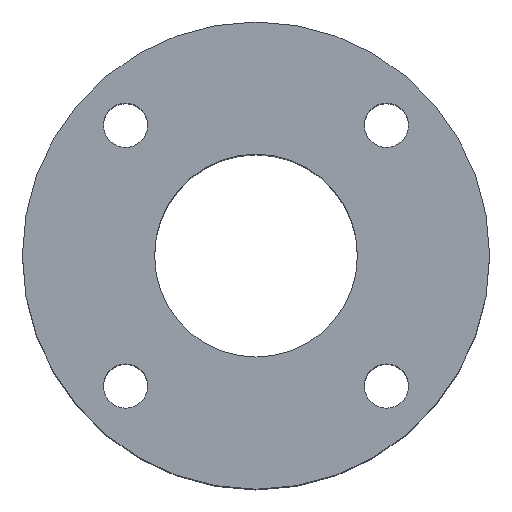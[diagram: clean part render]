
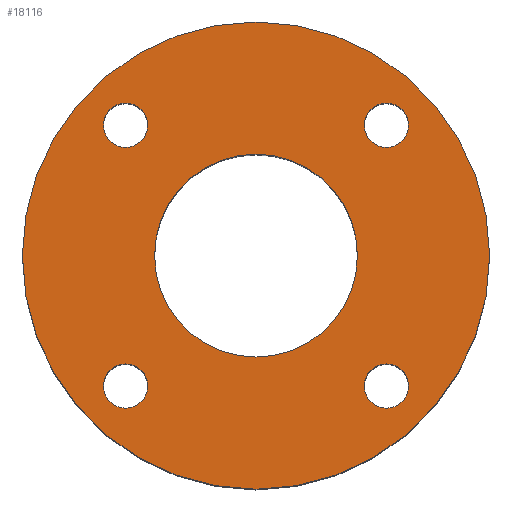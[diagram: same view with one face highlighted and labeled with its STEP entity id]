
A CAD part, top view. The second image highlights one B-rep face of the part: STEP entity #18116.
In plain terms, the highlighted planar face has unit normal (0, 0, 1).
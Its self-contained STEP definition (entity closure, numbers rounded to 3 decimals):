
#130 = ORIENTED_EDGE ( 'NONE', *, *, #5395, .F. ) ;
#202 = AXIS2_PLACEMENT_3D ( 'NONE', #17428, #22554, #13352 ) ;
#225 = CARTESIAN_POINT ( 'NONE',  ( 62.033, -53.033, 0. ) ) ;
#383 = DIRECTION ( 'NONE',  ( 1., 0., 0. ) ) ;
#658 = ORIENTED_EDGE ( 'NONE', *, *, #11881, .T. ) ;
#990 = ORIENTED_EDGE ( 'NONE', *, *, #19516, .F. ) ;
#2016 = EDGE_LOOP ( 'NONE', ( #6438, #3295 ) ) ;
#2466 = EDGE_LOOP ( 'NONE', ( #130, #12304 ) ) ;
#2966 = AXIS2_PLACEMENT_3D ( 'NONE', #27224, #15771, #13501 ) ;
#3295 = ORIENTED_EDGE ( 'NONE', *, *, #27912, .F. ) ;
#3727 = CIRCLE ( 'NONE', #24393, 41.25 ) ;
#4193 = AXIS2_PLACEMENT_3D ( 'NONE', #15795, #6933, #9336 ) ;
#4578 = VERTEX_POINT ( 'NONE', #6891 ) ;
#5154 = CIRCLE ( 'NONE', #29645, 9. ) ;
#5395 = EDGE_CURVE ( 'NONE', #17508, #8410, #22895, .T. ) ;
#5682 = CIRCLE ( 'NONE', #25872, 9. ) ;
#5820 = DIRECTION ( 'NONE',  ( -1., 0., 0. ) ) ;
#6040 = EDGE_CURVE ( 'NONE', #15623, #19254, #12066, .T. ) ;
#6242 = EDGE_CURVE ( 'NONE', #8410, #17508, #12548, .T. ) ;
#6438 = ORIENTED_EDGE ( 'NONE', *, *, #7570, .F. ) ;
#6748 = CARTESIAN_POINT ( 'NONE',  ( -44.033, -53.033, 0. ) ) ;
#6891 = CARTESIAN_POINT ( 'NONE',  ( -44.033, 53.033, 0. ) ) ;
#6933 = DIRECTION ( 'NONE',  ( 0., 0., -1. ) ) ;
#7267 = CIRCLE ( 'NONE', #13987, 41.25 ) ;
#7570 = EDGE_CURVE ( 'NONE', #29439, #13619, #13513, .T. ) ;
#7599 = CARTESIAN_POINT ( 'NONE',  ( 53.033, 53.033, 0. ) ) ;
#8410 = VERTEX_POINT ( 'NONE', #14474 ) ;
#8854 = EDGE_LOOP ( 'NONE', ( #28905, #27923 ) ) ;
#8909 = ORIENTED_EDGE ( 'NONE', *, *, #18205, .F. ) ;
#9209 = DIRECTION ( 'NONE',  ( 0., -1., 0. ) ) ;
#9336 = DIRECTION ( 'NONE',  ( -1., 0., 0. ) ) ;
#9337 = CIRCLE ( 'NONE', #202, 95. ) ;
#9488 = PLANE ( 'NONE',  #4193 ) ;
#10218 = DIRECTION ( 'NONE',  ( 0., 1., 0. ) ) ;
#10221 = EDGE_LOOP ( 'NONE', ( #17594, #11576 ) ) ;
#10766 = CARTESIAN_POINT ( 'NONE',  ( 0., 0., 0. ) ) ;
#11377 = DIRECTION ( 'NONE',  ( 0., 0., 1. ) ) ;
#11466 = DIRECTION ( 'NONE',  ( 0., 0., 1. ) ) ;
#11576 = ORIENTED_EDGE ( 'NONE', *, *, #18129, .F. ) ;
#11653 = DIRECTION ( 'NONE',  ( 1., 0., 0. ) ) ;
#11673 = DIRECTION ( 'NONE',  ( -1., 0., 0. ) ) ;
#11799 = DIRECTION ( 'NONE',  ( 0., 0., 1. ) ) ;
#11801 = DIRECTION ( 'NONE',  ( 0., 0., 1. ) ) ;
#11881 = EDGE_CURVE ( 'NONE', #19254, #15623, #9337, .T. ) ;
#11991 = VERTEX_POINT ( 'NONE', #6748 ) ;
#12066 = CIRCLE ( 'NONE', #22647, 95. ) ;
#12304 = ORIENTED_EDGE ( 'NONE', *, *, #6242, .F. ) ;
#12342 = EDGE_LOOP ( 'NONE', ( #658, #15301 ) ) ;
#12548 = CIRCLE ( 'NONE', #14466, 9. ) ;
#13352 = DIRECTION ( 'NONE',  ( 1., 0., 0. ) ) ;
#13418 = CARTESIAN_POINT ( 'NONE',  ( 53.033, -53.033, 0. ) ) ;
#13501 = DIRECTION ( 'NONE',  ( 1., 0., 0. ) ) ;
#13513 = CIRCLE ( 'NONE', #2966, 9. ) ;
#13619 = VERTEX_POINT ( 'NONE', #28415 ) ;
#13772 = CARTESIAN_POINT ( 'NONE',  ( -53.033, -53.033, 0. ) ) ;
#13829 = FACE_BOUND ( 'NONE', #10221, .T. ) ;
#13987 = AXIS2_PLACEMENT_3D ( 'NONE', #17379, #15132, #26434 ) ;
#14466 = AXIS2_PLACEMENT_3D ( 'NONE', #13418, #11466, #27281 ) ;
#14474 = CARTESIAN_POINT ( 'NONE',  ( 44.033, -53.033, 0. ) ) ;
#15132 = DIRECTION ( 'NONE',  ( 0., 0., 1. ) ) ;
#15301 = ORIENTED_EDGE ( 'NONE', *, *, #6040, .T. ) ;
#15315 = VERTEX_POINT ( 'NONE', #17539 ) ;
#15516 = CIRCLE ( 'NONE', #16499, 9. ) ;
#15623 = VERTEX_POINT ( 'NONE', #29248 ) ;
#15771 = DIRECTION ( 'NONE',  ( 0., 0., 1. ) ) ;
#15795 = CARTESIAN_POINT ( 'NONE',  ( 0., 41.25, 0. ) ) ;
#16149 = VERTEX_POINT ( 'NONE', #26203 ) ;
#16415 = CARTESIAN_POINT ( 'NONE',  ( 62.033, 53.033, 0. ) ) ;
#16499 = AXIS2_PLACEMENT_3D ( 'NONE', #22573, #20290, #29477 ) ;
#16545 = DIRECTION ( 'NONE',  ( 1., 0., 0. ) ) ;
#17246 = DIRECTION ( 'NONE',  ( 0., 0., 1. ) ) ;
#17371 = EDGE_CURVE ( 'NONE', #16149, #15315, #7267, .T. ) ;
#17379 = CARTESIAN_POINT ( 'NONE',  ( 0., 0., 0. ) ) ;
#17428 = CARTESIAN_POINT ( 'NONE',  ( 0., 0., 0. ) ) ;
#17508 = VERTEX_POINT ( 'NONE', #225 ) ;
#17539 = CARTESIAN_POINT ( 'NONE',  ( -41.25, 0., 0. ) ) ;
#17590 = AXIS2_PLACEMENT_3D ( 'NONE', #23067, #23218, #9209 ) ;
#17594 = ORIENTED_EDGE ( 'NONE', *, *, #17371, .F. ) ;
#17926 = CARTESIAN_POINT ( 'NONE',  ( -62.033, -53.033, 0. ) ) ;
#18116 = ADVANCED_FACE ( 'NONE', ( #27700, #25593, #18192, #18334, #13829, #22739 ), #9488, .F. ) ;
#18129 = EDGE_CURVE ( 'NONE', #15315, #16149, #3727, .T. ) ;
#18192 = FACE_BOUND ( 'NONE', #8854, .T. ) ;
#18205 = EDGE_CURVE ( 'NONE', #28099, #11991, #27274, .T. ) ;
#18334 = FACE_BOUND ( 'NONE', #2016, .T. ) ;
#18858 = VERTEX_POINT ( 'NONE', #27255 ) ;
#18911 = AXIS2_PLACEMENT_3D ( 'NONE', #26029, #21807, #10218 ) ;
#19254 = VERTEX_POINT ( 'NONE', #19700 ) ;
#19516 = EDGE_CURVE ( 'NONE', #11991, #28099, #5682, .T. ) ;
#19700 = CARTESIAN_POINT ( 'NONE',  ( 95., 0., 0. ) ) ;
#20290 = DIRECTION ( 'NONE',  ( 0., 0., 1. ) ) ;
#21033 = AXIS2_PLACEMENT_3D ( 'NONE', #21365, #26440, #5820 ) ;
#21365 = CARTESIAN_POINT ( 'NONE',  ( -53.033, -53.033, 0. ) ) ;
#21807 = DIRECTION ( 'NONE',  ( 0., 0., 1. ) ) ;
#22554 = DIRECTION ( 'NONE',  ( 0., 0., 1. ) ) ;
#22573 = CARTESIAN_POINT ( 'NONE',  ( -53.033, 53.033, 0. ) ) ;
#22647 = AXIS2_PLACEMENT_3D ( 'NONE', #23260, #11801, #11653 ) ;
#22739 = FACE_OUTER_BOUND ( 'NONE', #12342, .T. ) ;
#22895 = CIRCLE ( 'NONE', #17590, 9. ) ;
#23067 = CARTESIAN_POINT ( 'NONE',  ( 53.033, -53.033, 0. ) ) ;
#23218 = DIRECTION ( 'NONE',  ( 0., 0., 1. ) ) ;
#23260 = CARTESIAN_POINT ( 'NONE',  ( 0., 0., 0. ) ) ;
#24040 = EDGE_CURVE ( 'NONE', #18858, #4578, #15516, .T. ) ;
#24219 = CIRCLE ( 'NONE', #18911, 9. ) ;
#24393 = AXIS2_PLACEMENT_3D ( 'NONE', #10766, #17246, #16545 ) ;
#25114 = EDGE_CURVE ( 'NONE', #4578, #18858, #24219, .T. ) ;
#25593 = FACE_BOUND ( 'NONE', #27164, .T. ) ;
#25872 = AXIS2_PLACEMENT_3D ( 'NONE', #13772, #11377, #11673 ) ;
#26029 = CARTESIAN_POINT ( 'NONE',  ( -53.033, 53.033, 0. ) ) ;
#26203 = CARTESIAN_POINT ( 'NONE',  ( 41.25, 0., 0. ) ) ;
#26434 = DIRECTION ( 'NONE',  ( 1., 0., 0. ) ) ;
#26440 = DIRECTION ( 'NONE',  ( 0., 0., 1. ) ) ;
#27164 = EDGE_LOOP ( 'NONE', ( #990, #8909 ) ) ;
#27224 = CARTESIAN_POINT ( 'NONE',  ( 53.033, 53.033, 0. ) ) ;
#27255 = CARTESIAN_POINT ( 'NONE',  ( -62.033, 53.033, 0. ) ) ;
#27274 = CIRCLE ( 'NONE', #21033, 9. ) ;
#27281 = DIRECTION ( 'NONE',  ( 0., -1., 0. ) ) ;
#27700 = FACE_BOUND ( 'NONE', #2466, .T. ) ;
#27912 = EDGE_CURVE ( 'NONE', #13619, #29439, #5154, .T. ) ;
#27923 = ORIENTED_EDGE ( 'NONE', *, *, #24040, .F. ) ;
#28099 = VERTEX_POINT ( 'NONE', #17926 ) ;
#28415 = CARTESIAN_POINT ( 'NONE',  ( 44.033, 53.033, 0. ) ) ;
#28905 = ORIENTED_EDGE ( 'NONE', *, *, #25114, .F. ) ;
#29248 = CARTESIAN_POINT ( 'NONE',  ( -95., 0., 0. ) ) ;
#29439 = VERTEX_POINT ( 'NONE', #16415 ) ;
#29477 = DIRECTION ( 'NONE',  ( 0., 1., 0. ) ) ;
#29645 = AXIS2_PLACEMENT_3D ( 'NONE', #7599, #11799, #383 ) ;
